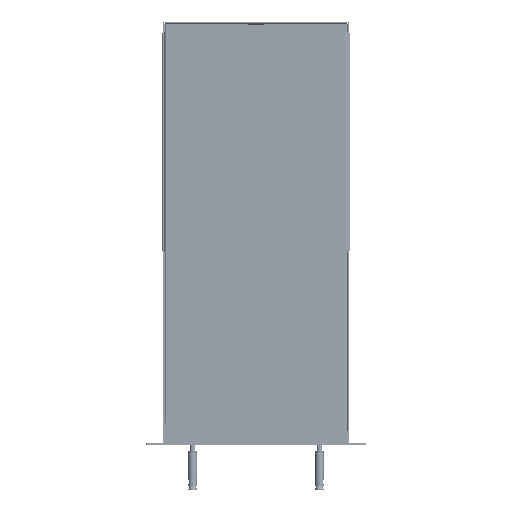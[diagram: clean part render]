
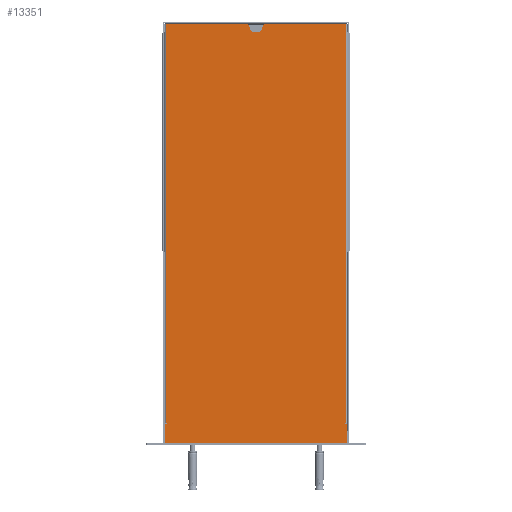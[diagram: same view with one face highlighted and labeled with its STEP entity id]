
A CAD part, top view. The second image highlights one B-rep face of the part: STEP entity #13351.
In plain terms, the highlighted planar face has unit normal (0, 0, 1).
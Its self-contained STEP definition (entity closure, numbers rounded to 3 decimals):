
#13351=ADVANCED_FACE('',(#18890),#18891,.T.);
#18890=FACE_OUTER_BOUND('',#25437,.T.);
#18891=PLANE('',#25438);
#25437=EDGE_LOOP('',(#33244,#33245,#33246,#33247,#33248,#33249,#33250,#33251,#33252,#33253,#33254,#33255,#33256,#33257,#33258,#33259,#33260,#33261,#33262,#33263,#33264,#33265,#33266,#33267));
#25438=AXIS2_PLACEMENT_3D('',#33268,#33269,#33270);
#33244=ORIENTED_EDGE('',*,*,#41353,.T.);
#33245=ORIENTED_EDGE('',*,*,#41354,.T.);
#33246=ORIENTED_EDGE('',*,*,#41345,.T.);
#33247=ORIENTED_EDGE('',*,*,#41355,.T.);
#33248=ORIENTED_EDGE('',*,*,#41356,.T.);
#33249=ORIENTED_EDGE('',*,*,#41357,.T.);
#33250=ORIENTED_EDGE('',*,*,#41358,.T.);
#33251=ORIENTED_EDGE('',*,*,#41359,.T.);
#33252=ORIENTED_EDGE('',*,*,#41360,.T.);
#33253=ORIENTED_EDGE('',*,*,#41361,.T.);
#33254=ORIENTED_EDGE('',*,*,#41288,.T.);
#33255=ORIENTED_EDGE('',*,*,#41362,.T.);
#33256=ORIENTED_EDGE('',*,*,#41363,.T.);
#33257=ORIENTED_EDGE('',*,*,#41335,.T.);
#33258=ORIENTED_EDGE('',*,*,#41364,.T.);
#33259=ORIENTED_EDGE('',*,*,#41365,.T.);
#33260=ORIENTED_EDGE('',*,*,#41366,.T.);
#33261=ORIENTED_EDGE('',*,*,#41276,.T.);
#33262=ORIENTED_EDGE('',*,*,#41350,.T.);
#33263=ORIENTED_EDGE('',*,*,#41281,.T.);
#33264=ORIENTED_EDGE('',*,*,#41367,.T.);
#33265=ORIENTED_EDGE('',*,*,#41368,.T.);
#33266=ORIENTED_EDGE('',*,*,#41369,.F.);
#33267=ORIENTED_EDGE('',*,*,#41342,.T.);
#33268=CARTESIAN_POINT('',(0.0,0.0,24.0));
#33269=DIRECTION('',(0.0,0.0,1.0));
#33270=DIRECTION('',(1.0,0.0,0.0));
#41276=EDGE_CURVE('',#45840,#45841,#45842,.F.);
#41281=EDGE_CURVE('',#45849,#45850,#45851,.F.);
#41288=EDGE_CURVE('',#45863,#45861,#45864,.T.);
#41335=EDGE_CURVE('',#45941,#45942,#45943,.T.);
#41342=EDGE_CURVE('',#45955,#45953,#45956,.T.);
#41345=EDGE_CURVE('',#45959,#45960,#45961,.T.);
#41350=EDGE_CURVE('',#45841,#45849,#45968,.T.);
#41353=EDGE_CURVE('',#45953,#45971,#45972,.F.);
#41354=EDGE_CURVE('',#45971,#45959,#45973,.F.);
#41355=EDGE_CURVE('',#45960,#45974,#45975,.T.);
#41356=EDGE_CURVE('',#45974,#45976,#45977,.T.);
#41357=EDGE_CURVE('',#45976,#45978,#45979,.T.);
#41358=EDGE_CURVE('',#45978,#45980,#45981,.T.);
#41359=EDGE_CURVE('',#45980,#45982,#45983,.T.);
#41360=EDGE_CURVE('',#45982,#45984,#45985,.T.);
#41361=EDGE_CURVE('',#45984,#45863,#45986,.T.);
#41362=EDGE_CURVE('',#45861,#45987,#45988,.F.);
#41363=EDGE_CURVE('',#45987,#45941,#45989,.F.);
#41364=EDGE_CURVE('',#45942,#45990,#45991,.F.);
#41365=EDGE_CURVE('',#45990,#45992,#45993,.T.);
#41366=EDGE_CURVE('',#45992,#45840,#45994,.T.);
#41367=EDGE_CURVE('',#45850,#45995,#45996,.T.);
#41368=EDGE_CURVE('',#45995,#45997,#45998,.T.);
#41369=EDGE_CURVE('',#45955,#45997,#45999,.T.);
#45840=VERTEX_POINT('',#52789);
#45841=VERTEX_POINT('',#52790);
#45842=CIRCLE('',#52791,5.0);
#45849=VERTEX_POINT('',#52800);
#45850=VERTEX_POINT('',#52801);
#45851=CIRCLE('',#52802,5.0);
#45861=VERTEX_POINT('',#52815);
#45863=VERTEX_POINT('',#52818);
#45864=LINE('',#52819,#52820);
#45941=VERTEX_POINT('',#52928);
#45942=VERTEX_POINT('',#52929);
#45943=LINE('',#52930,#52931);
#45953=VERTEX_POINT('',#52945);
#45955=VERTEX_POINT('',#52948);
#45956=LINE('',#52949,#52950);
#45959=VERTEX_POINT('',#52954);
#45960=VERTEX_POINT('',#52955);
#45961=LINE('',#52956,#52957);
#45968=LINE('',#52967,#52968);
#45971=VERTEX_POINT('',#52972);
#45972=CIRCLE('',#52973,0.5);
#45973=CIRCLE('',#52974,0.5);
#45974=VERTEX_POINT('',#52975);
#45975=CIRCLE('',#52976,2.0);
#45976=VERTEX_POINT('',#52977);
#45977=LINE('',#52978,#52979);
#45978=VERTEX_POINT('',#52980);
#45979=CIRCLE('',#52981,2.0);
#45980=VERTEX_POINT('',#52982);
#45981=LINE('',#52983,#52984);
#45982=VERTEX_POINT('',#52985);
#45983=CIRCLE('',#52986,2.0);
#45984=VERTEX_POINT('',#52987);
#45985=LINE('',#52988,#52989);
#45986=CIRCLE('',#52990,2.0);
#45987=VERTEX_POINT('',#52991);
#45988=CIRCLE('',#52992,0.5);
#45989=CIRCLE('',#52993,0.5);
#45990=VERTEX_POINT('',#52994);
#45991=LINE('',#52995,#52996);
#45992=VERTEX_POINT('',#52997);
#45993=LINE('',#52998,#52999);
#45994=CIRCLE('',#53000,5.0);
#45995=VERTEX_POINT('',#53001);
#45996=CIRCLE('',#53002,5.0);
#45997=VERTEX_POINT('',#53003);
#45998=LINE('',#53004,#53005);
#45999=LINE('',#53006,#53007);
#52789=CARTESIAN_POINT('',(7.5,242.25,24.0));
#52790=CARTESIAN_POINT('',(2.5,237.25,24.0));
#52791=AXIS2_PLACEMENT_3D('',#58883,#58884,#58885);
#52800=CARTESIAN_POINT('',(-2.5,237.25,24.0));
#52801=CARTESIAN_POINT('',(-7.5,242.25,24.0));
#52802=AXIS2_PLACEMENT_3D('',#58891,#58892,#58893);
#52815=CARTESIAN_POINT('',(105.5,-226.25,24.0));
#52818=CARTESIAN_POINT('',(106.0,-226.25,24.0));
#52819=CARTESIAN_POINT('',(0.0,-226.25,24.0));
#52820=VECTOR('',#58901,1.0);
#52928=CARTESIAN_POINT('',(105.5,-225.25,24.0));
#52929=CARTESIAN_POINT('',(106.0,-225.25,24.0));
#52930=CARTESIAN_POINT('',(0.0,-225.25,24.0));
#52931=VECTOR('',#58951,1.0);
#52945=CARTESIAN_POINT('',(-105.5,-225.25,24.0));
#52948=CARTESIAN_POINT('',(-106.0,-225.25,24.0));
#52949=CARTESIAN_POINT('',(0.,-225.25,24.0));
#52950=VECTOR('',#58957,1.0);
#52954=CARTESIAN_POINT('',(-105.5,-226.25,24.0));
#52955=CARTESIAN_POINT('',(-106.0,-226.25,24.0));
#52956=CARTESIAN_POINT('',(0.,-226.25,24.0));
#52957=VECTOR('',#58959,1.0);
#52967=CARTESIAN_POINT('',(0.,237.25,24.0));
#52968=VECTOR('',#58963,1.0);
#52972=CARTESIAN_POINT('',(-105.0,-225.75,24.0));
#52973=AXIS2_PLACEMENT_3D('',#58965,#58966,#58967);
#52974=AXIS2_PLACEMENT_3D('',#58968,#58969,#58970);
#52975=CARTESIAN_POINT('',(-108.0,-228.25,24.0));
#52976=AXIS2_PLACEMENT_3D('',#58971,#58972,#58973);
#52977=CARTESIAN_POINT('',(-108.0,-246.75,24.0));
#52978=CARTESIAN_POINT('',(-108.0,-0.75,24.0));
#52979=VECTOR('',#58974,1.0);
#52980=CARTESIAN_POINT('',(-106.0,-248.75,24.0));
#52981=AXIS2_PLACEMENT_3D('',#58975,#58976,#58977);
#52982=CARTESIAN_POINT('',(106.0,-248.75,24.0));
#52983=CARTESIAN_POINT('',(0.0,-248.75,24.0));
#52984=VECTOR('',#58978,1.0);
#52985=CARTESIAN_POINT('',(108.0,-246.75,24.0));
#52986=AXIS2_PLACEMENT_3D('',#58979,#58980,#58981);
#52987=CARTESIAN_POINT('',(108.0,-228.25,24.0));
#52988=CARTESIAN_POINT('',(108.0,-0.75,24.0));
#52989=VECTOR('',#58982,1.0);
#52990=AXIS2_PLACEMENT_3D('',#58983,#58984,#58985);
#52991=CARTESIAN_POINT('',(105.0,-225.75,24.0));
#52992=AXIS2_PLACEMENT_3D('',#58986,#58987,#58988);
#52993=AXIS2_PLACEMENT_3D('',#58989,#58990,#58991);
#52994=CARTESIAN_POINT('',(106.0,247.25,24.0));
#52995=CARTESIAN_POINT('',(106.0,11.0,24.0));
#52996=VECTOR('',#58992,1.0);
#52997=CARTESIAN_POINT('',(12.5,247.25,24.0));
#52998=CARTESIAN_POINT('',(0.0,247.25,24.0));
#52999=VECTOR('',#58993,1.0);
#53000=AXIS2_PLACEMENT_3D('',#58994,#58995,#58996);
#53001=CARTESIAN_POINT('',(-12.5,247.25,24.0));
#53002=AXIS2_PLACEMENT_3D('',#58997,#58998,#58999);
#53003=CARTESIAN_POINT('',(-106.0,247.25,24.0));
#53004=CARTESIAN_POINT('',(0.0,247.25,24.0));
#53005=VECTOR('',#59000,1.0);
#53006=CARTESIAN_POINT('',(-106.0,247.25,24.0));
#53007=VECTOR('',#59001,1.0);
#58883=CARTESIAN_POINT('',(2.5,242.25,24.0));
#58884=DIRECTION('',(0.0,0.0,1.0));
#58885=DIRECTION('',(1.0,0.0,0.0));
#58891=CARTESIAN_POINT('',(-2.5,242.25,24.0));
#58892=DIRECTION('',(0.0,0.0,1.0));
#58893=DIRECTION('',(1.0,0.0,0.0));
#58901=DIRECTION('',(-1.0,0.0,0.0));
#58951=DIRECTION('',(1.0,0.0,0.0));
#58957=DIRECTION('',(1.0,0.,0.0));
#58959=DIRECTION('',(-1.0,0.,0.0));
#58963=DIRECTION('',(-1.0,0.,0.0));
#58965=CARTESIAN_POINT('',(-105.5,-225.75,24.0));
#58966=DIRECTION('',(0.0,0.0,1.0));
#58967=DIRECTION('',(1.0,0.0,0.0));
#58968=CARTESIAN_POINT('',(-105.5,-225.75,24.0));
#58969=DIRECTION('',(0.0,0.0,1.0));
#58970=DIRECTION('',(1.0,0.0,0.0));
#58971=CARTESIAN_POINT('',(-106.0,-228.25,24.0));
#58972=DIRECTION('',(0.0,0.0,1.0));
#58973=DIRECTION('',(1.0,0.0,0.0));
#58974=DIRECTION('',(0.,-1.0,0.0));
#58975=CARTESIAN_POINT('',(-106.0,-246.75,24.0));
#58976=DIRECTION('',(0.0,0.0,1.0));
#58977=DIRECTION('',(1.0,0.0,0.0));
#58978=DIRECTION('',(1.0,0.0,0.0));
#58979=CARTESIAN_POINT('',(106.0,-246.75,24.0));
#58980=DIRECTION('',(0.0,0.0,1.0));
#58981=DIRECTION('',(1.0,0.0,0.0));
#58982=DIRECTION('',(0.,1.0,0.0));
#58983=CARTESIAN_POINT('',(106.0,-228.25,24.0));
#58984=DIRECTION('',(0.0,0.0,1.0));
#58985=DIRECTION('',(1.0,0.0,0.0));
#58986=CARTESIAN_POINT('',(105.5,-225.75,24.0));
#58987=DIRECTION('',(0.0,0.0,1.0));
#58988=DIRECTION('',(1.0,0.0,0.0));
#58989=CARTESIAN_POINT('',(105.5,-225.75,24.0));
#58990=DIRECTION('',(0.0,0.0,1.0));
#58991=DIRECTION('',(1.0,0.0,0.0));
#58992=DIRECTION('',(0.0,-1.0,0.0));
#58993=DIRECTION('',(-1.0,0.,0.0));
#58994=CARTESIAN_POINT('',(12.5,242.25,24.0));
#58995=DIRECTION('',(0.0,0.0,1.0));
#58996=DIRECTION('',(1.0,0.0,0.0));
#58997=CARTESIAN_POINT('',(-12.5,242.25,24.0));
#58998=DIRECTION('',(0.0,0.0,1.0));
#58999=DIRECTION('',(1.0,0.0,0.0));
#59000=DIRECTION('',(-1.0,0.,0.0));
#59001=DIRECTION('',(0.,1.0,0.0));
